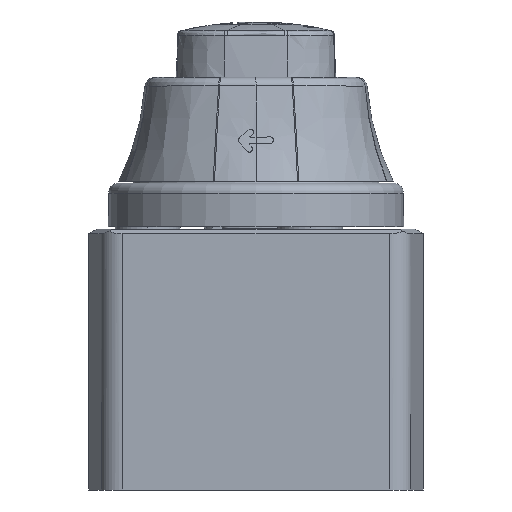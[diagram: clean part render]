
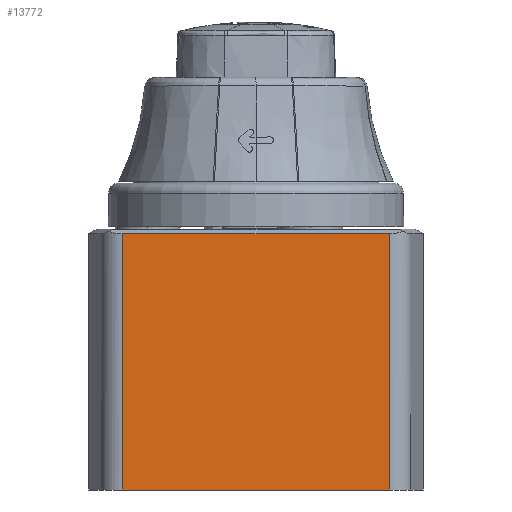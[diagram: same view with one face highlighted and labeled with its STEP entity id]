
A CAD part, left-side view. The second image highlights one B-rep face of the part: STEP entity #13772.
In plain terms, the highlighted planar face has unit normal (-1, 0, 0).
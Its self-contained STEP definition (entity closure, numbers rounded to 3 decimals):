
#363=DIRECTION('',(0.,0.,1.));
#364=VECTOR('',#363,52.);
#365=CARTESIAN_POINT('',(-34.,61.063,0.));
#366=LINE('',#365,#364);
#371=CARTESIAN_POINT('',(-34.,6.937,52.));
#377=DIRECTION('',(0.,-1.,0.));
#378=VECTOR('',#377,54.126);
#379=CARTESIAN_POINT('',(-34.,61.063,52.));
#380=LINE('',#379,#378);
#385=CARTESIAN_POINT('',(-34.,61.063,52.));
#417=DIRECTION('',(0.,0.,-1.));
#418=VECTOR('',#417,52.);
#419=CARTESIAN_POINT('',(-34.,6.937,52.));
#420=LINE('',#419,#418);
#476=DIRECTION('',(0.,1.,0.));
#477=VECTOR('',#476,54.126);
#478=CARTESIAN_POINT('',(-34.,6.937,0.));
#479=LINE('',#478,#477);
#12087=VERTEX_POINT('',#371);
#12088=CARTESIAN_POINT('',(-34.,6.937,0.));
#12089=VERTEX_POINT('',#12088);
#12096=VERTEX_POINT('',#385);
#12122=CARTESIAN_POINT('',(-34.,61.063,0.));
#12123=VERTEX_POINT('',#12122);
#13761=CARTESIAN_POINT('',(-34.,34.,0.));
#13762=DIRECTION('',(-1.,0.,0.));
#13763=DIRECTION('',(0.,0.,1.));
#13764=AXIS2_PLACEMENT_3D('',#13761,#13762,#13763);
#13765=PLANE('',#13764);
#13766=ORIENTED_EDGE('',*,*,#13586,.T.);
#13767=ORIENTED_EDGE('',*,*,#13620,.T.);
#13768=ORIENTED_EDGE('',*,*,#13696,.T.);
#13769=ORIENTED_EDGE('',*,*,#13568,.T.);
#13770=EDGE_LOOP('',(#13766,#13767,#13768,#13769));
#13771=FACE_OUTER_BOUND('',#13770,.F.);
#13568=EDGE_CURVE('',#12123,#12096,#366,.T.);
#13586=EDGE_CURVE('',#12096,#12087,#380,.T.);
#13620=EDGE_CURVE('',#12087,#12089,#420,.T.);
#13696=EDGE_CURVE('',#12089,#12123,#479,.T.);
#13772=ADVANCED_FACE('',(#13771),#13765,.T.);
